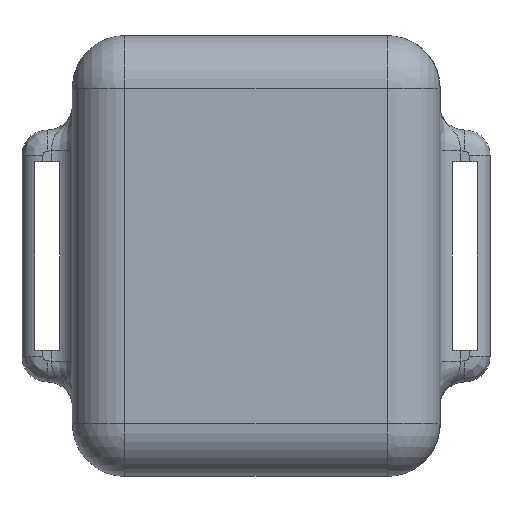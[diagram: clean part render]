
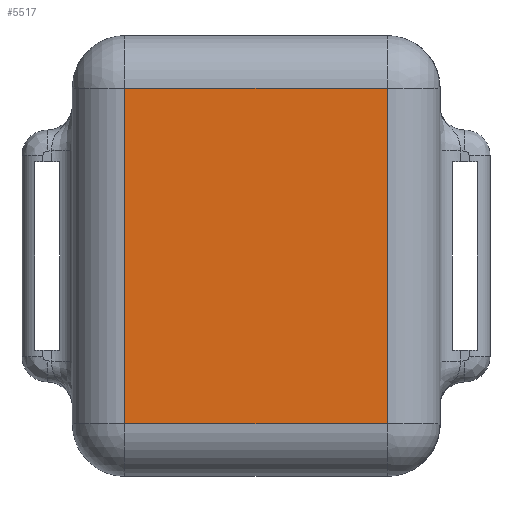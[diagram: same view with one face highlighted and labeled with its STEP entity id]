
A CAD part, front view. The second image highlights one B-rep face of the part: STEP entity #5517.
In plain terms, the highlighted face is planar.
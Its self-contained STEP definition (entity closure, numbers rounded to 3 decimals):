
#5517=ADVANCED_FACE('',(#8902),#7025,.T.);
#7025=PLANE('',#40227);
#8902=FACE_OUTER_BOUND('',#11110,.T.);
#11110=EDGE_LOOP('',(#20986,#20987,#20988,#20989));
#20986=ORIENTED_EDGE('',*,*,#30002,.T.);
#20987=ORIENTED_EDGE('',*,*,#30003,.T.);
#20988=ORIENTED_EDGE('',*,*,#30004,.T.);
#20989=ORIENTED_EDGE('',*,*,#30005,.T.);
#24940=VERTEX_POINT('',#67610);
#24941=VERTEX_POINT('',#67611);
#24942=VERTEX_POINT('',#67613);
#24943=VERTEX_POINT('',#67615);
#30002=EDGE_CURVE('',#24940,#24941,#33914,.T.);
#30003=EDGE_CURVE('',#24941,#24942,#33915,.T.);
#30004=EDGE_CURVE('',#24942,#24943,#33916,.T.);
#30005=EDGE_CURVE('',#24943,#24940,#33917,.T.);
#33914=LINE('',#67609,#37658);
#33915=LINE('',#67612,#37659);
#33916=LINE('',#67614,#37660);
#33917=LINE('',#67616,#37661);
#37658=VECTOR('',#48903,1.);
#37659=VECTOR('',#48904,1.);
#37660=VECTOR('',#48905,1.);
#37661=VECTOR('',#48906,1.);
#40227=AXIS2_PLACEMENT_3D('',#67617,#48907,#48908);
#48903=DIRECTION('',(0.,1.,0.));
#48904=DIRECTION('',(-1.,0.,0.));
#48905=DIRECTION('',(0.,-1.,0.));
#48906=DIRECTION('',(1.,0.,0.));
#48907=DIRECTION('',(0.,0.,1.));
#48908=DIRECTION('',(1.,0.,0.));
#67609=CARTESIAN_POINT('',(87.248,54.273,40.589));
#67610=CARTESIAN_POINT('',(87.248,17.273,40.589));
#67611=CARTESIAN_POINT('',(87.248,49.273,40.589));
#67612=CARTESIAN_POINT('',(57.248,49.273,40.589));
#67613=CARTESIAN_POINT('',(62.248,49.273,40.589));
#67614=CARTESIAN_POINT('',(62.248,12.273,40.589));
#67615=CARTESIAN_POINT('',(62.248,17.273,40.589));
#67616=CARTESIAN_POINT('',(92.248,17.273,40.589));
#67617=CARTESIAN_POINT('',(0.,0.,40.589));
